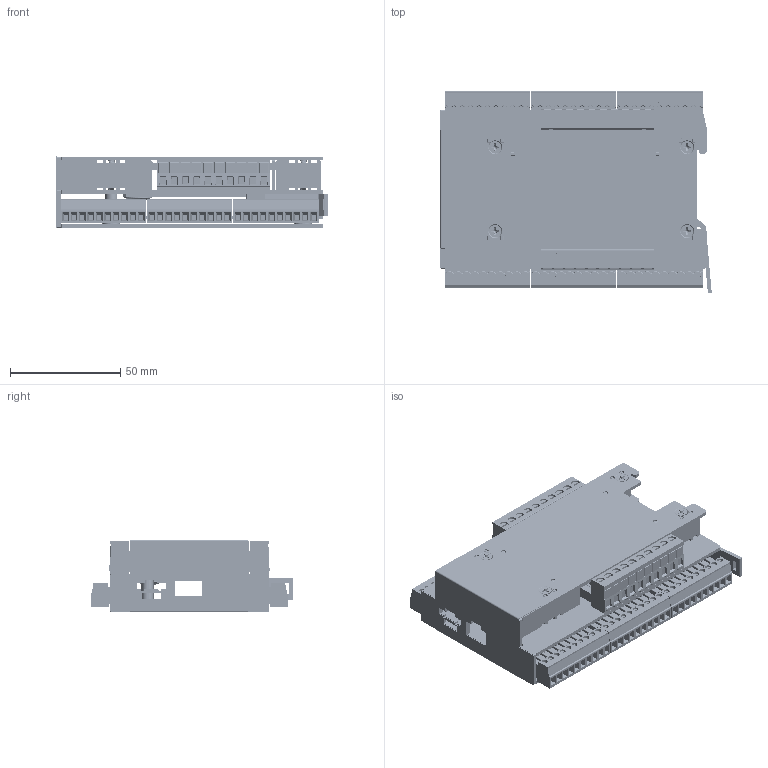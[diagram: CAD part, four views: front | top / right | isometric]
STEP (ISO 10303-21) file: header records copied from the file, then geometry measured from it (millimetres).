
FILE_DESCRIPTION(/* description */ ('dw25X-HV'),/* implementation_level */ '2;1');
FILE_NAME(/* name */ 'dw250-HVIO WEB.step',/* time_stamp */ '2024-08-26T09:01:00-07:00',/* author */ (''),/* organization */ (''),/* preprocessor_version */ 'ST-DEVELOPER v20',/* originating_system */ 'Autodesk Translation Framework v13.14.0.145',/* authorisation */ '');
FILE_SCHEMA (('AUTOMOTIVE_DESIGN { 1 0 10303 214 3 1 1 }'));
Products named in the file (21): dw25X-HV; AC504091iD; LA504081iD; AC504081iD; keystone-PN24886; FE504097iD; FY504267; BG504310; CI504194; AH504094iD; AC504094iD; AC504240; AC504095iC; FE504469; AC504096iC-Piece 1; AC504096iC-Piece 2; AC504096iC-Piece 3; AC504096iC-Piece 4; CI504195; FY504470; HJ504326r4_Installed
Assembly tree (41 placements, depth 3):
  dw25X-HV
    AC504091iD
    BG504310  x4
    LA504081iD
      keystone-PN24886  x4
      AC504081iD
    FE504097iD
    FY504267  x4
    CI504194  x6
    AH504094iD
      AC504094iD
    AC504240
    FE504469  x3
    AC504095iC
    AC504096iC-Piece 1
    AC504096iC-Piece 2  x2
    AC504096iC-Piece 3
    AC504096iC-Piece 4
    CI504195  x2
    FY504470  x4
    HJ504326r4_Installed
Bounding box: 123 x 91.99 x 32.85 mm (x, y, z)
Volume: 107033.6 mm3; surface area: 124720.2 mm2
Topology: 43 solids, 47 shells, 6410 faces, 16683 edges, 10523 vertices
Faces by surface type: plane 3274, cylinder 2330, sphere 246, cone 200, bspline 196, torus 164
Full cylindrical faces by diameter (mm): 0.7 x8, 1.7 x2, 2.1 x60, 2.2 x32, 2.323 x88, 2.35 x140, 2.7 x60, 3 x240, 3.2 x20, 3.3 x4, 3.4 x8, 3.5 x86, 3.556 x4, 3.95 x20, 4.089 x4, 4.22 x4, 4.8 x6, 5 x2, 5.563 x4, 7.938 x4, 12.7 x3
Entity records: 85097 total; most frequent: CARTESIAN_POINT 33054, ORIENTED_EDGE 10921, DIRECTION 10228, EDGE_CURVE 5464, LINE 3802, VECTOR 3802, VERTEX_POINT 3548, AXIS2_PLACEMENT_3D 3213
